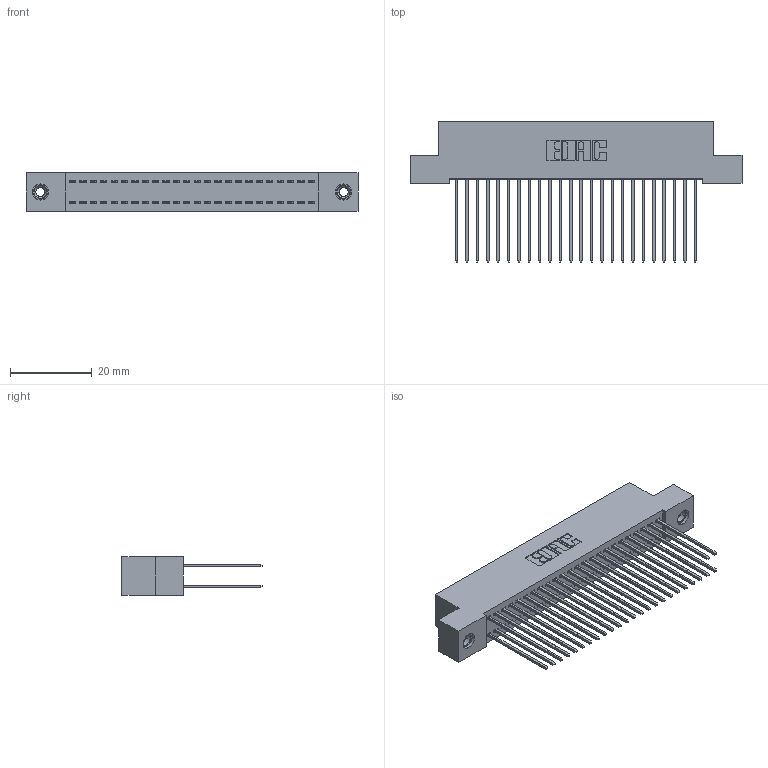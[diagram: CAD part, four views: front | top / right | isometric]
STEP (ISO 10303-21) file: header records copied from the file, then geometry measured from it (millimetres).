
FILE_DESCRIPTION (( 'STEP AP203' ), '1' );
FILE_NAME ('342-048-541-208.STEP', '2019-10-02T22:08:36', ( '' ), ( '' ), 'SwSTEP 2.0', 'SolidWorks 2016', '' );
FILE_SCHEMA (( 'CONFIG_CONTROL_DESIGN' ));
Length unit declared in the file: inch
Products named in the file (4): 342-048-541-208; 342 Part_TI; 345-292-001_345-293-141; 345-250-001_345-250-003-102
Assembly tree (51 placements, depth 2):
  342-048-541-208
    342 Part_TI
    345-292-001_345-293-141  x48
    345-250-001_345-250-003-102  x2
Bounding box: 81.28 x 34.3 x 9.4 mm (x, y, z)
Volume: 7487.5 mm3; surface area: 12999.8 mm2
Topology: 51 solids, 51 shells, 2666 faces, 7875 edges, 5178 vertices
Faces by surface type: plane 1826, cylinder 824, cone 12, torus 4
Entity records: 18840 total; most frequent: CARTESIAN_POINT 3125, ORIENTED_EDGE 3054, DIRECTION 2733, EDGE_CURVE 1527, LINE 1379, VECTOR 1379, VERTEX_POINT 1012, AXIS2_PLACEMENT_3D 677
